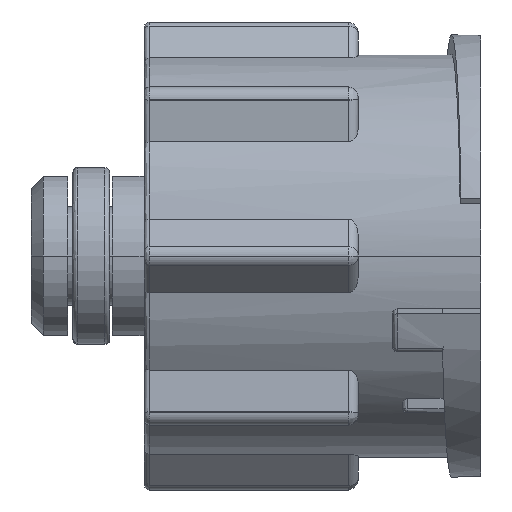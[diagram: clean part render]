
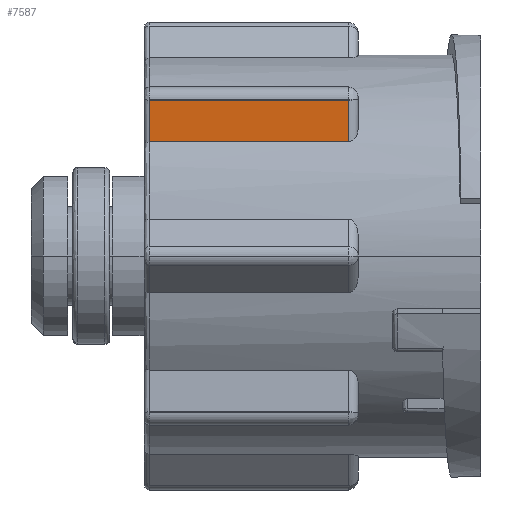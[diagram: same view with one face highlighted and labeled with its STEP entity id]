
A CAD part, left-side view. The second image highlights one B-rep face of the part: STEP entity #7587.
In plain terms, the highlighted planar face has unit normal (-0.998, 0, -0.067).
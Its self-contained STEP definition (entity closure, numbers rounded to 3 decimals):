
#127 = CARTESIAN_POINT ( 'NONE',  ( -6.876, -12.9, 6.343 ) ) ;
#959 = VERTEX_POINT ( 'NONE', #2088 ) ;
#1566 = EDGE_CURVE ( 'NONE', #8583, #8087, #6790, .T. ) ;
#1723 = LINE ( 'NONE', #3894, #6001 ) ;
#2088 = CARTESIAN_POINT ( 'NONE',  ( -6.761, -12.9, 4.64 ) ) ;
#2171 = LINE ( 'NONE', #9054, #8348 ) ;
#2562 = ORIENTED_EDGE ( 'NONE', *, *, #5872, .T. ) ;
#2661 = ORIENTED_EDGE ( 'NONE', *, *, #3460, .F. ) ;
#3460 = EDGE_CURVE ( 'NONE', #959, #3479, #2171, .T. ) ;
#3479 = VERTEX_POINT ( 'NONE', #8914 ) ;
#3605 = CARTESIAN_POINT ( 'NONE',  ( -6.876, -4.8, 6.343 ) ) ;
#3790 = FACE_OUTER_BOUND ( 'NONE', #3875, .T. ) ;
#3875 = EDGE_LOOP ( 'NONE', ( #9373, #5213, #2661, #2562 ) ) ;
#3884 = DIRECTION ( 'NONE',  ( -0.067, 0., 0.998 ) ) ;
#3894 = CARTESIAN_POINT ( 'NONE',  ( -6.406, -4.8, -0.649 ) ) ;
#4212 = EDGE_CURVE ( 'NONE', #3479, #8087, #1723, .T. ) ;
#5164 = CARTESIAN_POINT ( 'NONE',  ( -6.42, -12.9, -0.431 ) ) ;
#5166 = DIRECTION ( 'NONE',  ( -0.067, 0., 0.998 ) ) ;
#5213 = ORIENTED_EDGE ( 'NONE', *, *, #4212, .F. ) ;
#5481 = VECTOR ( 'NONE', #5166, 1000. ) ;
#5872 = EDGE_CURVE ( 'NONE', #959, #8583, #7972, .T. ) ;
#5888 = CARTESIAN_POINT ( 'NONE',  ( -6.876, -21.463, 6.343 ) ) ;
#6001 = VECTOR ( 'NONE', #3884, 1000. ) ;
#6052 = DIRECTION ( 'NONE',  ( -0.067, 0., 0.998 ) ) ;
#6086 = PLANE ( 'NONE',  #9550 ) ;
#6132 = CARTESIAN_POINT ( 'NONE',  ( -6.42, -21.463, -0.431 ) ) ;
#6135 = DIRECTION ( 'NONE',  ( 0., 1., 0. ) ) ;
#6465 = DIRECTION ( 'NONE',  ( -0.998, 0., -0.067 ) ) ;
#6790 = LINE ( 'NONE', #5888, #7800 ) ;
#7587 = ADVANCED_FACE ( 'NONE', ( #3790 ), #6086, .T. ) ;
#7800 = VECTOR ( 'NONE', #6135, 1000. ) ;
#7972 = LINE ( 'NONE', #5164, #5481 ) ;
#8087 = VERTEX_POINT ( 'NONE', #3605 ) ;
#8348 = VECTOR ( 'NONE', #9120, 1000. ) ;
#8583 = VERTEX_POINT ( 'NONE', #127 ) ;
#8914 = CARTESIAN_POINT ( 'NONE',  ( -6.761, -4.8, 4.64 ) ) ;
#9054 = CARTESIAN_POINT ( 'NONE',  ( -6.761, 0., 4.64 ) ) ;
#9120 = DIRECTION ( 'NONE',  ( 0., 1., 0. ) ) ;
#9373 = ORIENTED_EDGE ( 'NONE', *, *, #1566, .T. ) ;
#9550 = AXIS2_PLACEMENT_3D ( 'NONE', #6132, #6465, #6052 ) ;
